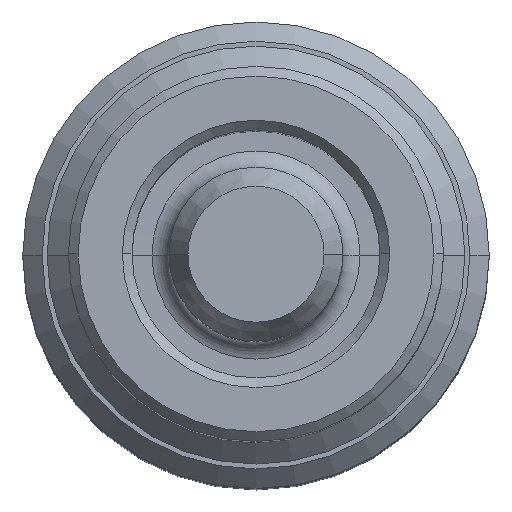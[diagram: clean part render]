
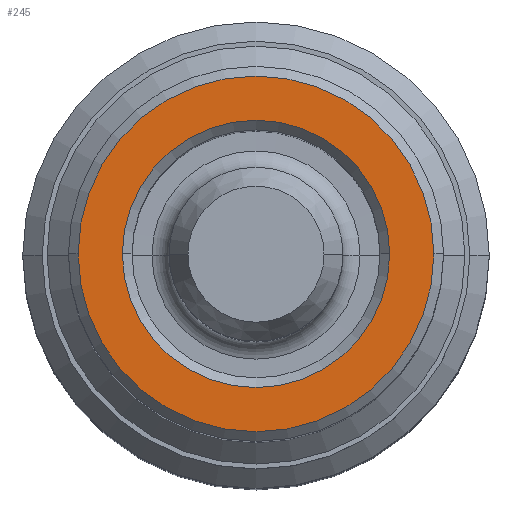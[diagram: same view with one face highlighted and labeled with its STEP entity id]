
A CAD part, top view. The second image highlights one B-rep face of the part: STEP entity #245.
In plain terms, the highlighted planar face has unit normal (0, 0, 1).
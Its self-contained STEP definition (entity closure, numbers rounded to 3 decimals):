
#1 = EDGE_CURVE ( 'NONE', #1429, #1439, #2064, .T. ) ;
#2 = EDGE_CURVE ( 'NONE', #1445, #1446, #2069, .T. ) ;
#245 = ADVANCED_FACE ( 'NONE', ( #1830, #1831 ), #1034, .T. ) ;
#295 = DIRECTION ( 'NONE',  ( 1., 0., 0. ) ) ;
#398 = CARTESIAN_POINT ( 'NONE',  ( 0., 0., 0. ) ) ;
#413 = DIRECTION ( 'NONE',  ( 0., 0., 1. ) ) ;
#469 = EDGE_CURVE ( 'NONE', #1446, #1445, #2365, .T. ) ;
#539 = EDGE_CURVE ( 'NONE', #1439, #1429, #2458, .T. ) ;
#588 = CARTESIAN_POINT ( 'NONE',  ( 0., 0., 0. ) ) ;
#589 = DIRECTION ( 'NONE',  ( 0., 0., -1. ) ) ;
#590 = DIRECTION ( 'NONE',  ( 1., 0., 0. ) ) ;
#591 = CARTESIAN_POINT ( 'NONE',  ( 0., 0., 0. ) ) ;
#592 = DIRECTION ( 'NONE',  ( 0., 0., 1. ) ) ;
#593 = DIRECTION ( 'NONE',  ( 1., 0., 0. ) ) ;
#1034 = PLANE ( 'NONE',  #2273 ) ;
#1035 = CARTESIAN_POINT ( 'NONE',  ( 0., 1.93, 0. ) ) ;
#1036 = DIRECTION ( 'NONE',  ( 0., 0., 1. ) ) ;
#1037 = DIRECTION ( 'NONE',  ( 1., 0., 0. ) ) ;
#1429 = VERTEX_POINT ( 'NONE', #2740 ) ;
#1439 = VERTEX_POINT ( 'NONE', #2750 ) ;
#1445 = VERTEX_POINT ( 'NONE', #2756 ) ;
#1446 = VERTEX_POINT ( 'NONE', #2757 ) ;
#1559 = EDGE_LOOP ( 'NONE', ( #1754, #1756 ) ) ;
#1560 = EDGE_LOOP ( 'NONE', ( #1753, #1757 ) ) ;
#1753 = ORIENTED_EDGE ( 'NONE', *, *, #539, .T. ) ;
#1754 = ORIENTED_EDGE ( 'NONE', *, *, #2, .T. ) ;
#1756 = ORIENTED_EDGE ( 'NONE', *, *, #469, .T. ) ;
#1757 = ORIENTED_EDGE ( 'NONE', *, *, #1, .T. ) ;
#1830 = FACE_OUTER_BOUND ( 'NONE', #1559, .T. ) ;
#1831 = FACE_BOUND ( 'NONE', #1560, .T. ) ;
#2064 = CIRCLE ( 'NONE', #2067, 1.375 ) ;
#2067 = AXIS2_PLACEMENT_3D ( 'NONE', #588, #589, #590 ) ;
#2069 = CIRCLE ( 'NONE', #2070, 1.83 ) ;
#2070 = AXIS2_PLACEMENT_3D ( 'NONE', #591, #592, #593 ) ;
#2273 = AXIS2_PLACEMENT_3D ( 'NONE', #1035, #1036, #1037 ) ;
#2365 = CIRCLE ( 'NONE', #2367, 1.83 ) ;
#2367 = AXIS2_PLACEMENT_3D ( 'NONE', #398, #413, #295 ) ;
#2458 = CIRCLE ( 'NONE', #2465, 1.375 ) ;
#2465 = AXIS2_PLACEMENT_3D ( 'NONE', #2595, #2596, #2597 ) ;
#2595 = CARTESIAN_POINT ( 'NONE',  ( 0., 0., 0. ) ) ;
#2596 = DIRECTION ( 'NONE',  ( 0., 0., -1. ) ) ;
#2597 = DIRECTION ( 'NONE',  ( 1., 0., 0. ) ) ;
#2740 = CARTESIAN_POINT ( 'NONE',  ( -1.375, 0., 0. ) ) ;
#2750 = CARTESIAN_POINT ( 'NONE',  ( 1.375, 0., 0. ) ) ;
#2756 = CARTESIAN_POINT ( 'NONE',  ( -1.83, 0., 0. ) ) ;
#2757 = CARTESIAN_POINT ( 'NONE',  ( 1.83, 0., 0. ) ) ;
